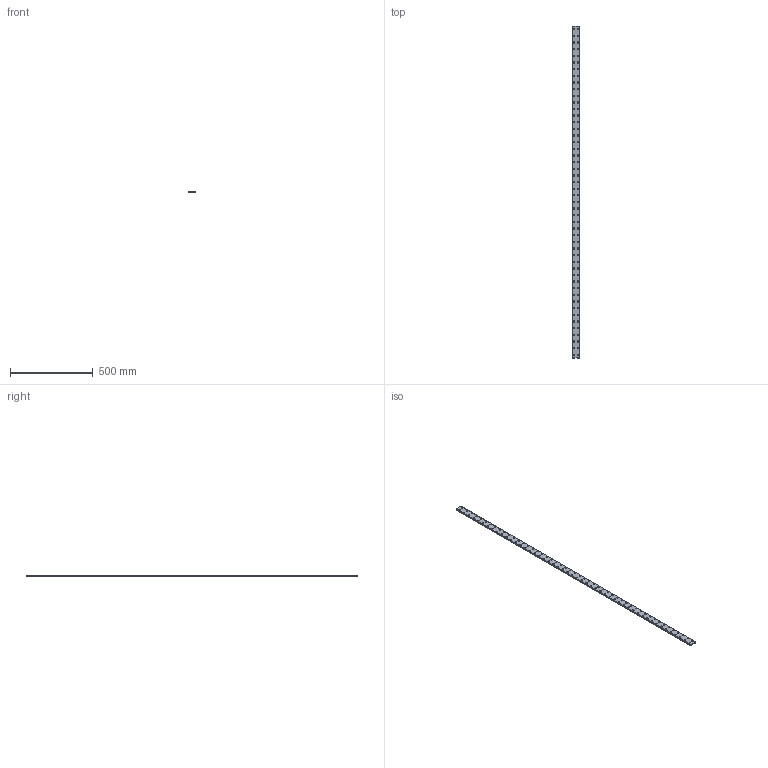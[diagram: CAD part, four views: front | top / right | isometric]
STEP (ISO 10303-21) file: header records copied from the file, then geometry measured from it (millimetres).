
FILE_DESCRIPTION(('STEP AP214'),'1');
FILE_NAME('cctmp_1519BEC6-D29D-4DBC-86D8-17428DC2480B_2024_08_09_15_18_50_0138..stp','2024-08-09T13:18:50',('HIWIN GmbH'),('CADClick - www.CADClick.com'),'Spatial InterOp 3D',' ','unknown authorization');
FILE_SCHEMA(('AUTOMOTIVE_DESIGN'));
Length unit declared in the file: millimetre
Products named in the file (1): MGWR15R2000CM_FILE
Bounding box: 42 x 2000 x 9.5 mm (x, y, z)
Volume: 740406.5 mm3; surface area: 240273.7 mm2
Topology: 1 solids, 1 shells, 997 faces, 2073 edges, 1382 vertices
Faces by surface type: cylinder 614, plane 383
Entity records: 35095 total; most frequent: DIRECTION 5297, CARTESIAN_POINT 4453, ORIENTED_EDGE 4146, AXIS2_PLACEMENT_3D 2226, EDGE_CURVE 2073, VERTEX_POINT 1382, EDGE_LOOP 1301, CIRCLE 1228
